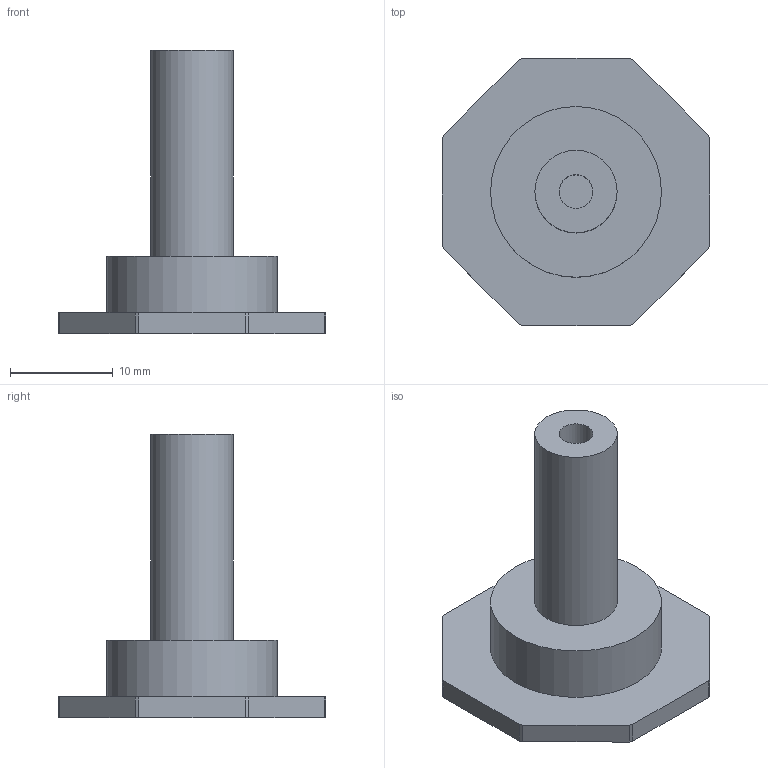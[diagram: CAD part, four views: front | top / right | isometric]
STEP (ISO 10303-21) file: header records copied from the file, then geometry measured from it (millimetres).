
FILE_DESCRIPTION(/* description */ (''),/* implementation_level */ '2;1');
FILE_NAME(/* name */ 'MSL_Top.stp',/* time_stamp */ '2023-01-03T13:40:44+01:00',/* author */ (''),/* organization */ (''),/* preprocessor_version */ 'ST-DEVELOPER v16.7',/* originating_system */ 'SIEMENS PLM Software NX 12.0',/* authorisation */ '');
FILE_SCHEMA (('AUTOMOTIVE_DESIGN { 1 0 10303 214 3 1 1 1 }'));
Length unit declared in the file: millimetre
Products named in the file (1): MSL_Top
Bounding box: 26 x 26 x 27.5 mm (x, y, z)
Volume: 3080.2 mm3; surface area: 2411.3 mm2
Topology: 1 solids, 1 shells, 36 faces, 81 edges, 54 vertices
Faces by surface type: plane 17, cylinder 15, cone 4
Full cylindrical faces by diameter (mm): 2 x4, 3.3 x1, 8 x1, 16.594 x1
Entity records: 952 total; most frequent: DIRECTION 174, CARTESIAN_POINT 153, ORIENTED_EDGE 132, AXIS2_PLACEMENT_3D 71, EDGE_CURVE 66, EDGE_LOOP 54, VERTEX_POINT 50, ADVANCED_FACE 36
